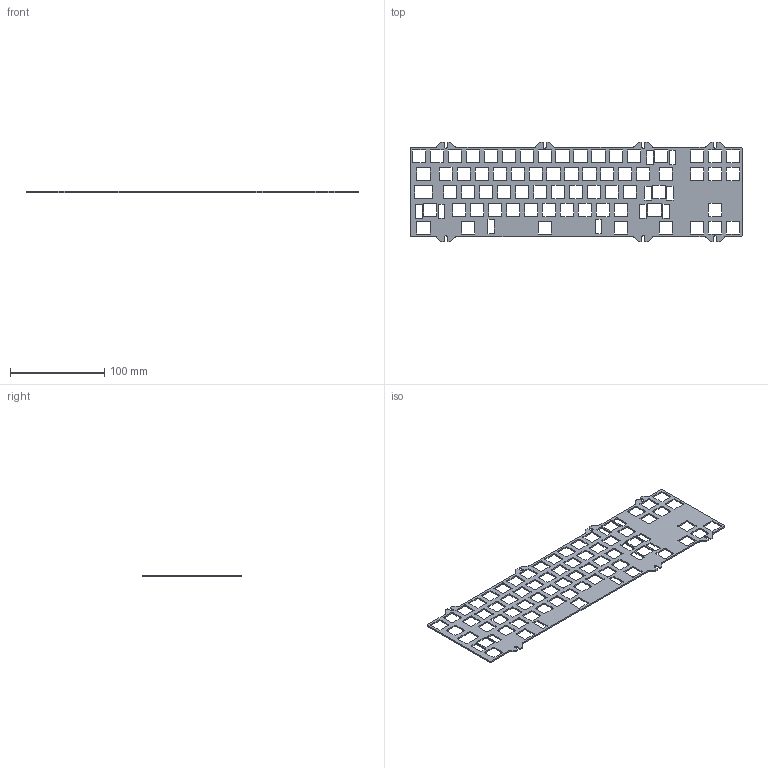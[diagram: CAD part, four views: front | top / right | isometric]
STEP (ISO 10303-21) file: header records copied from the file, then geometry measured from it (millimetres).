
FILE_DESCRIPTION(/* description */ (''),/* implementation_level */ '2;1');
FILE_NAME(/* name */ 'khdd_plate.step',/* time_stamp */ '2021-03-16T09:23:46-07:00',/* author */ (''),/* organization */ (''),/* preprocessor_version */ 'ST-DEVELOPER v18.1',/* originating_system */ 'Autodesk Translation Framework v9.10.0.1330',/* authorisation */ '');
FILE_SCHEMA (('AUTOMOTIVE_DESIGN { 1 0 10303 214 3 1 1 }'));
Length unit declared in the file: millimetre
Products named in the file (1): Plate
Bounding box: 352.43 x 105.6 x 1.5 mm (x, y, z)
Volume: 29307.7 mm3; surface area: 46860.8 mm2
Topology: 1 solids, 1 shells, 732 faces, 2190 edges, 1460 vertices
Faces by surface type: plane 367, cylinder 365
Entity records: 25196 total; most frequent: DIRECTION 4386, CARTESIAN_POINT 4383, ORIENTED_EDGE 4380, EDGE_CURVE 2190, AXIS2_PLACEMENT_3D 1463, LINE 1460, VECTOR 1460, VERTEX_POINT 1460
